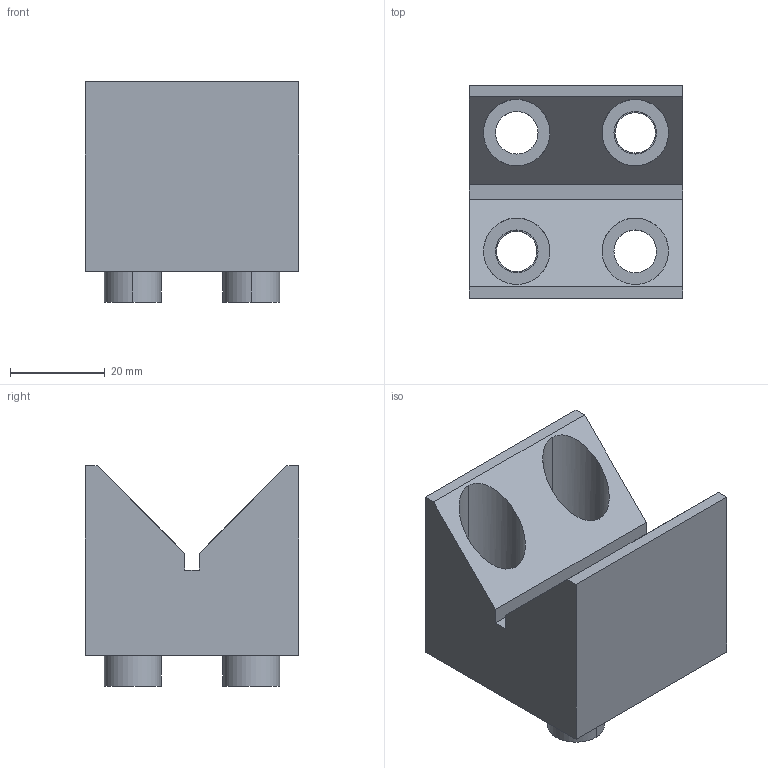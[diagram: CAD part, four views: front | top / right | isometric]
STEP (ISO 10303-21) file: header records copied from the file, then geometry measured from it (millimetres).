
FILE_DESCRIPTION (( 'STEP AP203' ), '1' );
FILE_NAME ('bj440-08040.STEP', '2021-10-24T23:52:40', ( '' ), ( '' ), 'SwSTEP 2.0', 'SolidWorks 2020', '' );
FILE_SCHEMA (( 'CONFIG_CONTROL_DESIGN' ));
Length unit declared in the file: millimetre
Products named in the file (1): bj440-08040
Bounding box: 45 x 45 x 46.5 mm (x, y, z)
Volume: 48768.4 mm3; surface area: 16314 mm2
Topology: 1 solids, 1 shells, 44 faces, 102 edges, 68 vertices
Faces by surface type: cylinder 24, plane 20
Entity records: 1359 total; most frequent: CARTESIAN_POINT 239, DIRECTION 224, ORIENTED_EDGE 204, EDGE_CURVE 102, AXIS2_PLACEMENT_3D 85, VERTEX_POINT 68, EDGE_LOOP 60, VECTOR 54
